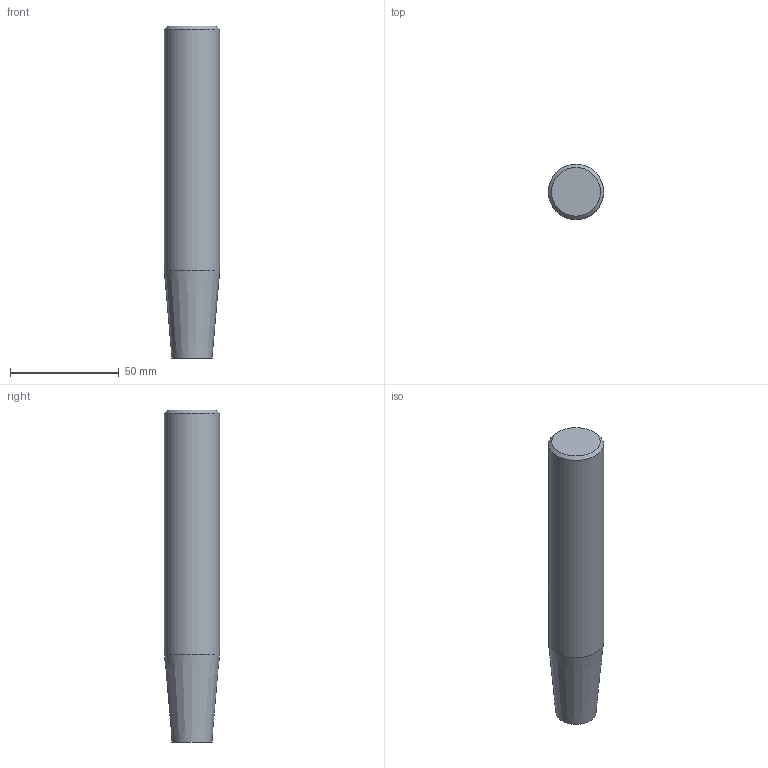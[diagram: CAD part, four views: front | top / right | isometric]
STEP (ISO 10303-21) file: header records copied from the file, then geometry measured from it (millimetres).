
FILE_DESCRIPTION(/* description */ ('3-D model version:1'),/* implementation_level */ '2;1');
FILE_NAME(/* name */ 'AE20-A25-CS-060',/* time_stamp */ '2016-12-02T13:55:40',/* author */ ('InteractiveCad'),/* organization */ ('AB Sandvik Coromant'),/* preprocessor_version */ 'ST-DEVELOPER v11',/* originating_system */ 'SIEMENS UGS NX 6.0',/* authorization */ '');
FILE_SCHEMA(('AUTOMOTIVE_DESIGN'));
Length unit declared in the file: millimetre
Products named in the file (1): AE20_A25_CS_060_635120852285956723_1_stp
Bounding box: 25.39 x 25.39 x 152.4 mm (x, y, z)
Volume: 69511.1 mm3; surface area: 13224.1 mm2
Topology: 1 solids, 1 shells, 19 faces, 38 edges, 21 vertices
Faces by surface type: cone 9, torus 5, cylinder 3, plane 2
Full cylindrical faces by diameter (mm): 9.25 x1, 14.715 x1, 25.393 x1
Entity records: 476 total; most frequent: DIRECTION 82, CARTESIAN_POINT 60, AXIS2_PLACEMENT_3D 41, FACE_BOUND 36, EDGE_LOOP 36, ORIENTED_EDGE 36, ADVANCED_FACE 19, VERTEX_POINT 19
